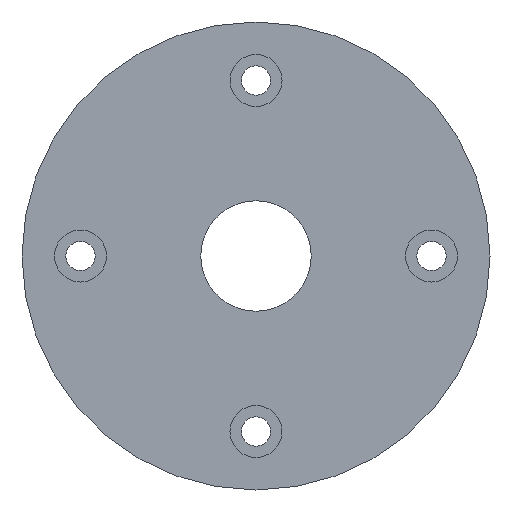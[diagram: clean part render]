
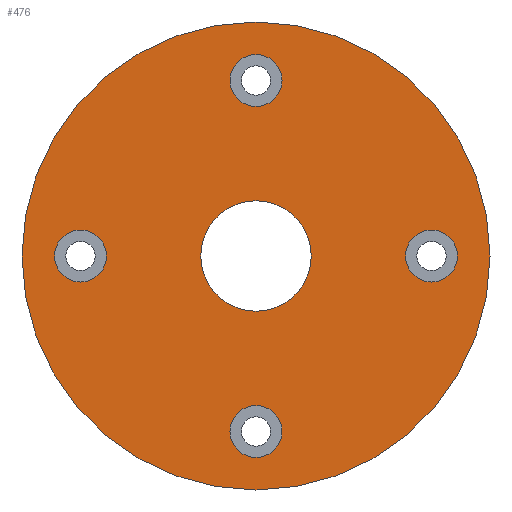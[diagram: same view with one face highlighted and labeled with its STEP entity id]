
A CAD part, left-side view. The second image highlights one B-rep face of the part: STEP entity #476.
In plain terms, the highlighted planar face has unit normal (-1, 0, 0).
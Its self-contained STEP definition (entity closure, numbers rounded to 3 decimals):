
#7 = CARTESIAN_POINT ( 'NONE',  ( 0., 0., -27. ) ) ;
#9 = DIRECTION ( 'NONE',  ( -1., 0., 0. ) ) ;
#14 = DIRECTION ( 'NONE',  ( 0., 0., 1. ) ) ;
#26 = CARTESIAN_POINT ( 'NONE',  ( 0., 0., 0. ) ) ;
#30 = CIRCLE ( 'NONE', #197, 4. ) ;
#31 = AXIS2_PLACEMENT_3D ( 'NONE', #658, #647, #1022 ) ;
#35 = DIRECTION ( 'NONE',  ( -1., 0., 0. ) ) ;
#37 = EDGE_CURVE ( 'NONE', #503, #1195, #512, .T. ) ;
#46 = EDGE_CURVE ( 'NONE', #820, #684, #949, .T. ) ;
#55 = DIRECTION ( 'NONE',  ( 0., 0., 1. ) ) ;
#70 = EDGE_LOOP ( 'NONE', ( #1044, #449 ) ) ;
#87 = CARTESIAN_POINT ( 'NONE',  ( 0., -27., 0. ) ) ;
#100 = FACE_BOUND ( 'NONE', #522, .T. ) ;
#117 = VERTEX_POINT ( 'NONE', #122 ) ;
#119 = AXIS2_PLACEMENT_3D ( 'NONE', #866, #35, #964 ) ;
#122 = CARTESIAN_POINT ( 'NONE',  ( 0., 0., -31. ) ) ;
#125 = DIRECTION ( 'NONE',  ( 0., 0., 1. ) ) ;
#126 = DIRECTION ( 'NONE',  ( 0., 0., 1. ) ) ;
#132 = EDGE_CURVE ( 'NONE', #684, #820, #1187, .T. ) ;
#148 = CARTESIAN_POINT ( 'NONE',  ( 0., 0., -27. ) ) ;
#149 = CIRCLE ( 'NONE', #441, 4. ) ;
#154 = CARTESIAN_POINT ( 'NONE',  ( 0., 0., -36. ) ) ;
#168 = CARTESIAN_POINT ( 'NONE',  ( 0., 36., 0. ) ) ;
#175 = AXIS2_PLACEMENT_3D ( 'NONE', #454, #362, #14 ) ;
#197 = AXIS2_PLACEMENT_3D ( 'NONE', #7, #447, #470 ) ;
#199 = CIRCLE ( 'NONE', #374, 8.5 ) ;
#201 = FACE_BOUND ( 'NONE', #584, .T. ) ;
#224 = CARTESIAN_POINT ( 'NONE',  ( 0., -27., 4. ) ) ;
#226 = CIRCLE ( 'NONE', #910, 4. ) ;
#250 = CARTESIAN_POINT ( 'NONE',  ( 0., 27., -4. ) ) ;
#272 = CIRCLE ( 'NONE', #175, 4. ) ;
#279 = CARTESIAN_POINT ( 'NONE',  ( 0., 0., 0. ) ) ;
#283 = CARTESIAN_POINT ( 'NONE',  ( 0., 0., 0. ) ) ;
#284 = DIRECTION ( 'NONE',  ( -1., 0., 0. ) ) ;
#286 = ORIENTED_EDGE ( 'NONE', *, *, #132, .F. ) ;
#291 = AXIS2_PLACEMENT_3D ( 'NONE', #1026, #557, #125 ) ;
#298 = EDGE_CURVE ( 'NONE', #117, #944, #149, .T. ) ;
#307 = ORIENTED_EDGE ( 'NONE', *, *, #387, .F. ) ;
#314 = DIRECTION ( 'NONE',  ( -1., 0., 0. ) ) ;
#351 = ORIENTED_EDGE ( 'NONE', *, *, #298, .F. ) ;
#355 = ORIENTED_EDGE ( 'NONE', *, *, #689, .F. ) ;
#362 = DIRECTION ( 'NONE',  ( -1., 0., 0. ) ) ;
#374 = AXIS2_PLACEMENT_3D ( 'NONE', #26, #469, #759 ) ;
#387 = EDGE_CURVE ( 'NONE', #944, #117, #30, .T. ) ;
#413 = CARTESIAN_POINT ( 'NONE',  ( 0., -27., 0. ) ) ;
#415 = EDGE_CURVE ( 'NONE', #996, #754, #272, .T. ) ;
#417 = CARTESIAN_POINT ( 'NONE',  ( 0., 0., 23. ) ) ;
#434 = PLANE ( 'NONE',  #640 ) ;
#441 = AXIS2_PLACEMENT_3D ( 'NONE', #148, #1000, #518 ) ;
#445 = DIRECTION ( 'NONE',  ( 0., 0., -1. ) ) ;
#447 = DIRECTION ( 'NONE',  ( -1., 0., 0. ) ) ;
#449 = ORIENTED_EDGE ( 'NONE', *, *, #37, .T. ) ;
#453 = EDGE_CURVE ( 'NONE', #625, #738, #226, .T. ) ;
#454 = CARTESIAN_POINT ( 'NONE',  ( 0., 27., 0. ) ) ;
#458 = DIRECTION ( 'NONE',  ( -1., 0., 0. ) ) ;
#460 = FACE_OUTER_BOUND ( 'NONE', #70, .T. ) ;
#469 = DIRECTION ( 'NONE',  ( -1., 0., 0. ) ) ;
#470 = DIRECTION ( 'NONE',  ( 0., 0., 1. ) ) ;
#474 = CARTESIAN_POINT ( 'NONE',  ( 0., -27., -4. ) ) ;
#476 = ADVANCED_FACE ( 'NONE', ( #1037, #927, #201, #100, #750, #460 ), #434, .F. ) ;
#503 = VERTEX_POINT ( 'NONE', #154 ) ;
#512 = CIRCLE ( 'NONE', #1011, 36. ) ;
#513 = DIRECTION ( 'NONE',  ( 1., 0., 0. ) ) ;
#518 = DIRECTION ( 'NONE',  ( 0., 0., 1. ) ) ;
#522 = EDGE_LOOP ( 'NONE', ( #355, #592 ) ) ;
#532 = ORIENTED_EDGE ( 'NONE', *, *, #630, .F. ) ;
#557 = DIRECTION ( 'NONE',  ( -1., 0., 0. ) ) ;
#579 = AXIS2_PLACEMENT_3D ( 'NONE', #283, #314, #683 ) ;
#584 = EDGE_LOOP ( 'NONE', ( #286, #674 ) ) ;
#592 = ORIENTED_EDGE ( 'NONE', *, *, #415, .F. ) ;
#625 = VERTEX_POINT ( 'NONE', #474 ) ;
#630 = EDGE_CURVE ( 'NONE', #665, #1144, #199, .T. ) ;
#640 = AXIS2_PLACEMENT_3D ( 'NONE', #168, #513, #445 ) ;
#647 = DIRECTION ( 'NONE',  ( -1., 0., 0. ) ) ;
#651 = DIRECTION ( 'NONE',  ( 0., 0., 1. ) ) ;
#658 = CARTESIAN_POINT ( 'NONE',  ( 0., 0., 0. ) ) ;
#659 = EDGE_CURVE ( 'NONE', #1144, #665, #854, .T. ) ;
#662 = EDGE_LOOP ( 'NONE', ( #998, #808 ) ) ;
#665 = VERTEX_POINT ( 'NONE', #849 ) ;
#674 = ORIENTED_EDGE ( 'NONE', *, *, #46, .F. ) ;
#683 = DIRECTION ( 'NONE',  ( 0., 0., 1. ) ) ;
#684 = VERTEX_POINT ( 'NONE', #1055 ) ;
#689 = EDGE_CURVE ( 'NONE', #754, #996, #695, .T. ) ;
#695 = CIRCLE ( 'NONE', #1114, 4. ) ;
#724 = EDGE_CURVE ( 'NONE', #1195, #503, #988, .T. ) ;
#738 = VERTEX_POINT ( 'NONE', #224 ) ;
#742 = CARTESIAN_POINT ( 'NONE',  ( 0., 0., -8.5 ) ) ;
#750 = FACE_BOUND ( 'NONE', #787, .T. ) ;
#754 = VERTEX_POINT ( 'NONE', #1068 ) ;
#759 = DIRECTION ( 'NONE',  ( 0., 0., 1. ) ) ;
#787 = EDGE_LOOP ( 'NONE', ( #532, #1124 ) ) ;
#796 = EDGE_CURVE ( 'NONE', #738, #625, #1038, .T. ) ;
#808 = ORIENTED_EDGE ( 'NONE', *, *, #453, .F. ) ;
#820 = VERTEX_POINT ( 'NONE', #417 ) ;
#849 = CARTESIAN_POINT ( 'NONE',  ( 0., 0., 8.5 ) ) ;
#854 = CIRCLE ( 'NONE', #31, 8.5 ) ;
#866 = CARTESIAN_POINT ( 'NONE',  ( 0., 0., 27. ) ) ;
#878 = DIRECTION ( 'NONE',  ( -1., 0., 0. ) ) ;
#879 = EDGE_LOOP ( 'NONE', ( #307, #351 ) ) ;
#910 = AXIS2_PLACEMENT_3D ( 'NONE', #87, #284, #1200 ) ;
#922 = CARTESIAN_POINT ( 'NONE',  ( 0., 0., -23. ) ) ;
#927 = FACE_BOUND ( 'NONE', #662, .T. ) ;
#928 = CARTESIAN_POINT ( 'NONE',  ( 0., 0., 36. ) ) ;
#944 = VERTEX_POINT ( 'NONE', #922 ) ;
#949 = CIRCLE ( 'NONE', #291, 4. ) ;
#957 = CARTESIAN_POINT ( 'NONE',  ( 0., 27., 0. ) ) ;
#964 = DIRECTION ( 'NONE',  ( 0., 0., 1. ) ) ;
#988 = CIRCLE ( 'NONE', #579, 36. ) ;
#996 = VERTEX_POINT ( 'NONE', #250 ) ;
#998 = ORIENTED_EDGE ( 'NONE', *, *, #796, .F. ) ;
#1000 = DIRECTION ( 'NONE',  ( -1., 0., 0. ) ) ;
#1011 = AXIS2_PLACEMENT_3D ( 'NONE', #279, #9, #651 ) ;
#1022 = DIRECTION ( 'NONE',  ( 0., 0., 1. ) ) ;
#1026 = CARTESIAN_POINT ( 'NONE',  ( 0., 0., 27. ) ) ;
#1037 = FACE_BOUND ( 'NONE', #879, .T. ) ;
#1038 = CIRCLE ( 'NONE', #1189, 4. ) ;
#1044 = ORIENTED_EDGE ( 'NONE', *, *, #724, .T. ) ;
#1055 = CARTESIAN_POINT ( 'NONE',  ( 0., 0., 31. ) ) ;
#1068 = CARTESIAN_POINT ( 'NONE',  ( 0., 27., 4. ) ) ;
#1114 = AXIS2_PLACEMENT_3D ( 'NONE', #957, #458, #126 ) ;
#1124 = ORIENTED_EDGE ( 'NONE', *, *, #659, .F. ) ;
#1144 = VERTEX_POINT ( 'NONE', #742 ) ;
#1187 = CIRCLE ( 'NONE', #119, 4. ) ;
#1189 = AXIS2_PLACEMENT_3D ( 'NONE', #413, #878, #55 ) ;
#1195 = VERTEX_POINT ( 'NONE', #928 ) ;
#1200 = DIRECTION ( 'NONE',  ( 0., 0., 1. ) ) ;
